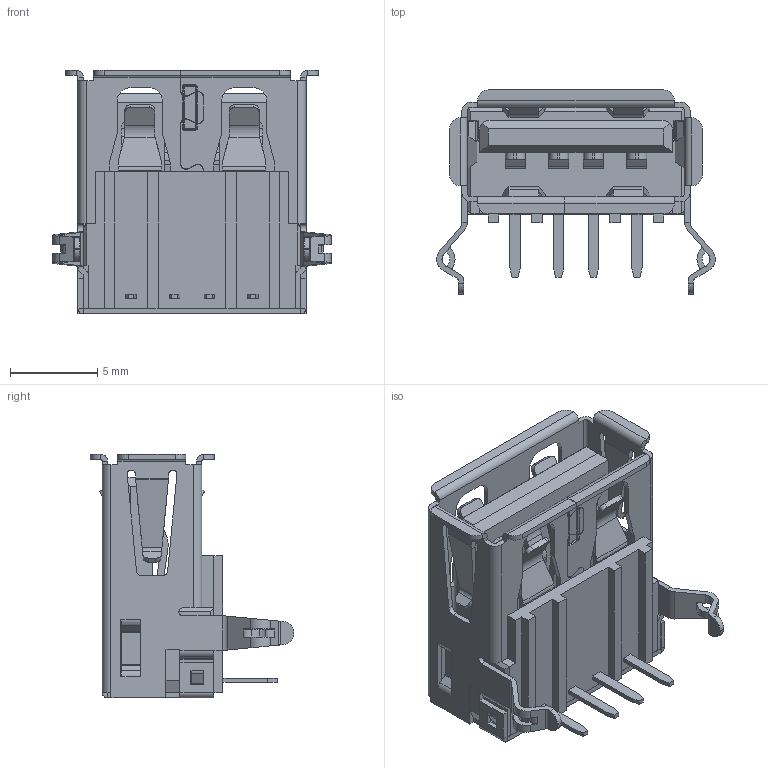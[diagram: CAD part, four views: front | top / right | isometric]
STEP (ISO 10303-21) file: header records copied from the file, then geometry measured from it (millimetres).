
FILE_DESCRIPTION (( 'STEP AP214' ), '1' );
FILE_NAME ('SS-52100-001.STEP', '2023-11-05T15:13:14', ( '' ), ( '' ), 'SwSTEP 2.0', 'SolidWorks 2021', '' );
FILE_SCHEMA (( 'AUTOMOTIVE_DESIGN' ));
Length unit declared in the file: millimetre
Products named in the file (1): SS-52100-001
Bounding box: 16 x 11.71 x 14 mm (x, y, z)
Volume: 711.9 mm3; surface area: 1879.2 mm2
Topology: 12 solids, 12 shells, 733 faces, 2024 edges, 1296 vertices
Faces by surface type: plane 434, cylinder 291, sphere 4, torus 4
Entity records: 24027 total; most frequent: CARTESIAN_POINT 5148, ORIENTED_EDGE 4040, DIRECTION 3818, EDGE_CURVE 2020, LINE 1394, VECTOR 1394, VERTEX_POINT 1296, AXIS2_PLACEMENT_3D 1212
